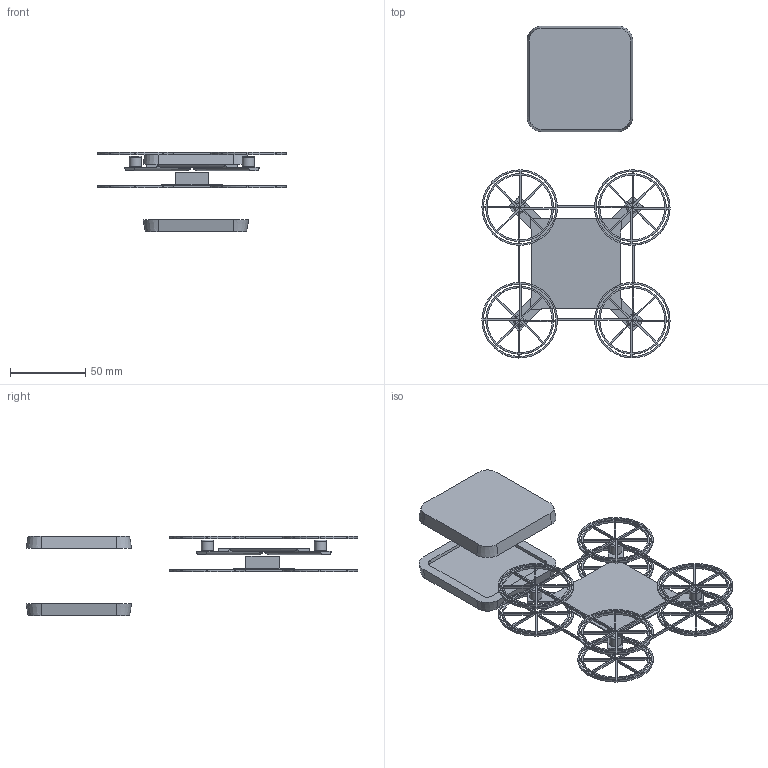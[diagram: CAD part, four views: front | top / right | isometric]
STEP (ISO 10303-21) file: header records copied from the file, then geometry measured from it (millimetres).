
FILE_DESCRIPTION(/* description */ (''),/* implementation_level */ '2;1');
FILE_NAME(/* name */ 'Palm_Drone_AirM v15.step',/* time_stamp */ '2025-09-09T14:30:14+05:30',/* author */ (''),/* organization */ (''),/* preprocessor_version */ 'ST-DEVELOPER v20.1',/* originating_system */ 'Autodesk Translation Framework v14.10.0.0',/* authorisation */ '');
FILE_SCHEMA (('AUTOMOTIVE_DESIGN { 1 0 10303 214 3 1 1 }'));
Length unit declared in the file: millimetre
Products named in the file (3): Palm_Drone_AirM; Base PLate; MotorDuctFL
Assembly tree (2 placements, depth 2):
  Palm_Drone_AirM
    Base PLate
    MotorDuctFL
Bounding box: 124.65 x 219.91 x 52.5 mm (x, y, z)
Volume: 80172.4 mm3; surface area: 58706.5 mm2
Topology: 25 solids, 25 shells, 828 faces, 2324 edges, 1500 vertices
Faces by surface type: plane 532, cylinder 276, cone 16, torus 4
Full cylindrical faces by diameter (mm): 8 x4
Entity records: 27115 total; most frequent: CARTESIAN_POINT 4697, ORIENTED_EDGE 4648, DIRECTION 4582, EDGE_CURVE 2324, LINE 1716, VECTOR 1716, VERTEX_POINT 1500, AXIS2_PLACEMENT_3D 1433
